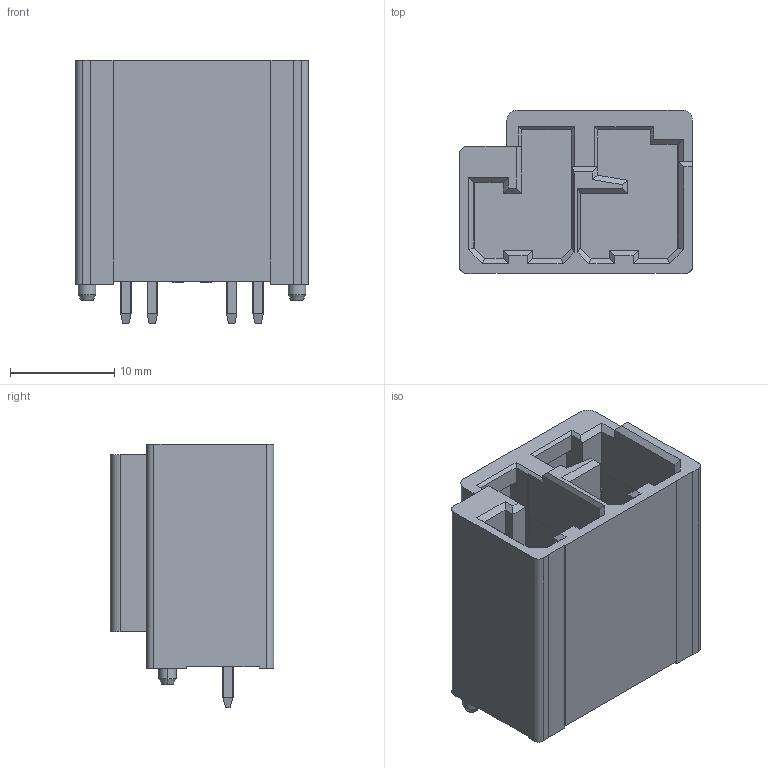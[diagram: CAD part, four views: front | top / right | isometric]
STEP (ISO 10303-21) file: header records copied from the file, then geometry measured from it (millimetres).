
FILE_DESCRIPTION(('Creo Elements/Direct Modeling STEP Export'),'2;1');
FILE_NAME('WNCW-2300060.STEP','2023-03-22T16:23:57',(''),(''),'Creo Elements/Direct Modeling STEP processor for AP214 (Solid Model)','Creo Elements/Direct Modeling 19.0F 14-Feb-2017 (C) Parametric Technology GmbH','');
FILE_SCHEMA(('AUTOMOTIVE_DESIGN { 1 0 10303 214 1 1 1 1 }'));
Length unit declared in the file: millimetre
Products named in the file (1): WNCW-2300060.prt
Bounding box: 22.36 x 15.7 x 25.3 mm (x, y, z)
Volume: 3825.9 mm3; surface area: 3841.4 mm2
Topology: 1 solids, 1 shells, 211 faces, 561 edges, 360 vertices
Faces by surface type: plane 193, cylinder 10, cone 4, torus 4
Entity records: 8061 total; most frequent: CARTESIAN_POINT 1125, ORIENTED_EDGE 1122, DIRECTION 1001, EDGE_CURVE 561, VECTOR 529, LINE 529, VERTEX_POINT 360, AXIS2_PLACEMENT_3D 236
